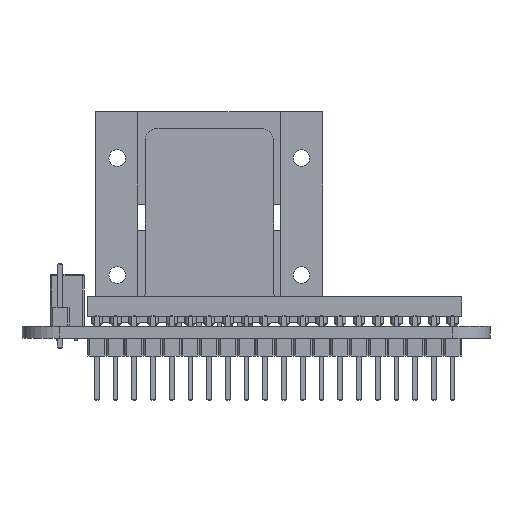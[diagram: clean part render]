
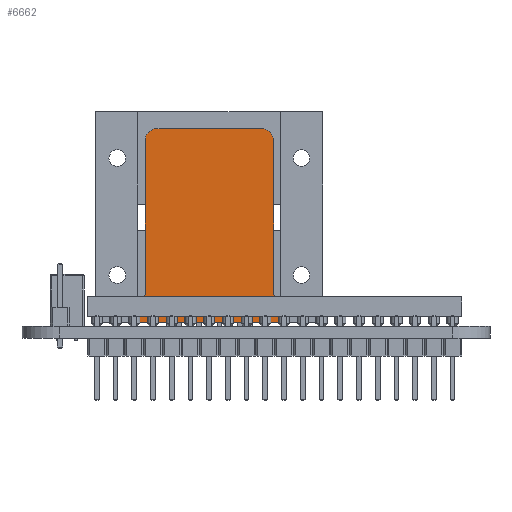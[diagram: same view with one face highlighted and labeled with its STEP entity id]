
A CAD part, front view. The second image highlights one B-rep face of the part: STEP entity #6662.
In plain terms, the highlighted face is planar.
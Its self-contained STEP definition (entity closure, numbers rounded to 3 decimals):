
#4471 = VERTEX_POINT('',#4472);
#4472 = CARTESIAN_POINT('',(5.601,-16.027,-19.304));
#4478 = EDGE_CURVE('',#4471,#4479,#4481,.T.);
#4479 = VERTEX_POINT('',#4480);
#4480 = CARTESIAN_POINT('',(24.981,-16.027,-19.304));
#4481 = LINE('',#4482,#4483);
#4482 = CARTESIAN_POINT('',(6.591,-16.027,-19.304));
#4483 = VECTOR('',#4484,1.);
#4484 = DIRECTION('',(1.,0.,0.));
#6392 = VERTEX_POINT('',#6393);
#6393 = CARTESIAN_POINT('',(5.601,-13.106,-19.304));
#6399 = EDGE_CURVE('',#4471,#6392,#6400,.T.);
#6400 = LINE('',#6401,#6402);
#6401 = CARTESIAN_POINT('',(5.601,-13.106,-19.304));
#6402 = VECTOR('',#6403,1.);
#6403 = DIRECTION('',(0.,1.,-0.));
#6662 = ADVANCED_FACE('',(#6663),#6731,.F.);
#6663 = FACE_BOUND('',#6664,.T.);
#6664 = EDGE_LOOP('',(#6665,#6675,#6684,#6692,#6701,#6709,#6717,#6723,
    #6724,#6725));
#6665 = ORIENTED_EDGE('',*,*,#6666,.F.);
#6666 = EDGE_CURVE('',#6667,#6669,#6671,.T.);
#6667 = VERTEX_POINT('',#6668);
#6668 = CARTESIAN_POINT('',(6.591,8.674,-19.304));
#6669 = VERTEX_POINT('',#6670);
#6670 = CARTESIAN_POINT('',(6.591,-12.217,-19.304));
#6671 = LINE('',#6672,#6673);
#6672 = CARTESIAN_POINT('',(6.591,10.262,-19.304));
#6673 = VECTOR('',#6674,1.);
#6674 = DIRECTION('',(0.,-1.,0.));
#6675 = ORIENTED_EDGE('',*,*,#6676,.T.);
#6676 = EDGE_CURVE('',#6667,#6677,#6679,.T.);
#6677 = VERTEX_POINT('',#6678);
#6678 = CARTESIAN_POINT('',(8.179,10.262,-19.304));
#6679 = CIRCLE('',#6680,1.588);
#6680 = AXIS2_PLACEMENT_3D('',#6681,#6682,#6683);
#6681 = CARTESIAN_POINT('',(8.179,8.674,-19.304));
#6682 = DIRECTION('',(0.,0.,-1.));
#6683 = DIRECTION('',(1.,0.,0.));
#6684 = ORIENTED_EDGE('',*,*,#6685,.F.);
#6685 = EDGE_CURVE('',#6686,#6677,#6688,.T.);
#6686 = VERTEX_POINT('',#6687);
#6687 = CARTESIAN_POINT('',(22.403,10.262,-19.304));
#6688 = LINE('',#6689,#6690);
#6689 = CARTESIAN_POINT('',(30.582,10.262,-19.304));
#6690 = VECTOR('',#6691,1.);
#6691 = DIRECTION('',(-1.,0.,-0.));
#6692 = ORIENTED_EDGE('',*,*,#6693,.T.);
#6693 = EDGE_CURVE('',#6686,#6694,#6696,.T.);
#6694 = VERTEX_POINT('',#6695);
#6695 = CARTESIAN_POINT('',(23.99,8.674,-19.304));
#6696 = CIRCLE('',#6697,1.588);
#6697 = AXIS2_PLACEMENT_3D('',#6698,#6699,#6700);
#6698 = CARTESIAN_POINT('',(22.403,8.674,-19.304));
#6699 = DIRECTION('',(0.,0.,-1.));
#6700 = DIRECTION('',(1.,0.,0.));
#6701 = ORIENTED_EDGE('',*,*,#6702,.F.);
#6702 = EDGE_CURVE('',#6703,#6694,#6705,.T.);
#6703 = VERTEX_POINT('',#6704);
#6704 = CARTESIAN_POINT('',(23.99,-12.217,-19.304));
#6705 = LINE('',#6706,#6707);
#6706 = CARTESIAN_POINT('',(23.99,10.262,-19.304));
#6707 = VECTOR('',#6708,1.);
#6708 = DIRECTION('',(-0.,1.,-0.));
#6709 = ORIENTED_EDGE('',*,*,#6710,.T.);
#6710 = EDGE_CURVE('',#6703,#6711,#6713,.T.);
#6711 = VERTEX_POINT('',#6712);
#6712 = CARTESIAN_POINT('',(24.981,-13.106,-19.304));
#6713 = LINE('',#6714,#6715);
#6714 = CARTESIAN_POINT('',(23.99,-12.217,-19.304));
#6715 = VECTOR('',#6716,1.);
#6716 = DIRECTION('',(0.744,-0.668,0.));
#6717 = ORIENTED_EDGE('',*,*,#6718,.T.);
#6718 = EDGE_CURVE('',#6711,#4479,#6719,.T.);
#6719 = LINE('',#6720,#6721);
#6720 = CARTESIAN_POINT('',(24.981,-13.106,-19.304));
#6721 = VECTOR('',#6722,1.);
#6722 = DIRECTION('',(0.,-1.,0.));
#6723 = ORIENTED_EDGE('',*,*,#4478,.F.);
#6724 = ORIENTED_EDGE('',*,*,#6399,.T.);
#6725 = ORIENTED_EDGE('',*,*,#6726,.T.);
#6726 = EDGE_CURVE('',#6392,#6669,#6727,.T.);
#6727 = LINE('',#6728,#6729);
#6728 = CARTESIAN_POINT('',(6.591,-12.217,-19.304));
#6729 = VECTOR('',#6730,1.);
#6730 = DIRECTION('',(0.744,0.668,-0.));
#6731 = PLANE('',#6732);
#6732 = AXIS2_PLACEMENT_3D('',#6733,#6734,#6735);
#6733 = CARTESIAN_POINT('',(0.,0.,-19.304));
#6734 = DIRECTION('',(-0.,0.,1.));
#6735 = DIRECTION('',(1.,0.,0.));
